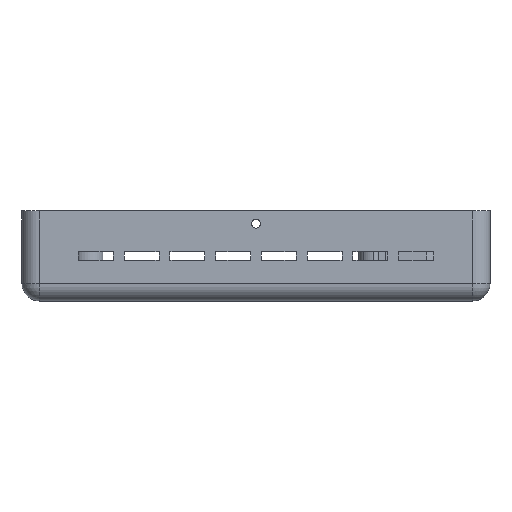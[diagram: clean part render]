
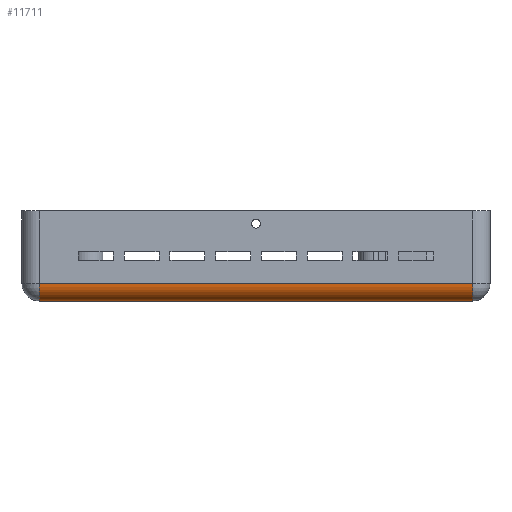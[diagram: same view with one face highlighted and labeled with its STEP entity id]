
A CAD part, left-side view. The second image highlights one B-rep face of the part: STEP entity #11711.
In plain terms, the highlighted cylindrical face has radius 4 mm (diameter 8 mm), a partial arc.
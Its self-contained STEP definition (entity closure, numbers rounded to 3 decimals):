
#1141 = PLANE('',#1142);
#1142 = AXIS2_PLACEMENT_3D('',#1143,#1144,#1145);
#1143 = CARTESIAN_POINT('',(0.,0.,0.));
#1144 = DIRECTION('',(0.,0.,1.));
#1145 = DIRECTION('',(-1.,0.,0.));
#1252 = PLANE('',#1253);
#1253 = AXIS2_PLACEMENT_3D('',#1254,#1255,#1256);
#1254 = CARTESIAN_POINT('',(-125.488,0.,0.));
#1255 = DIRECTION('',(-1.,0.,0.));
#1256 = DIRECTION('',(0.,0.,1.));
#4138 = VERTEX_POINT('',#4139);
#4139 = CARTESIAN_POINT('',(-121.488,-4.,0.));
#4160 = EDGE_CURVE('',#4161,#4138,#4163,.T.);
#4161 = VERTEX_POINT('',#4162);
#4162 = CARTESIAN_POINT('',(-121.488,-103.44,0.));
#4163 = SURFACE_CURVE('',#4164,(#4168,#4175),.PCURVE_S1.);
#4164 = LINE('',#4165,#4166);
#4165 = CARTESIAN_POINT('',(-121.488,-103.44,0.));
#4166 = VECTOR('',#4167,1.);
#4167 = DIRECTION('',(0.,1.,-0.));
#4168 = PCURVE('',#1141,#4169);
#4169 = DEFINITIONAL_REPRESENTATION('',(#4170),#4174);
#4170 = LINE('',#4171,#4172);
#4171 = CARTESIAN_POINT('',(121.488,103.44));
#4172 = VECTOR('',#4173,1.);
#4173 = DIRECTION('',(0.,-1.));
#4174 = ( GEOMETRIC_REPRESENTATION_CONTEXT(2) 
PARAMETRIC_REPRESENTATION_CONTEXT() REPRESENTATION_CONTEXT('2D SPACE',''
  ) );
#4175 = PCURVE('',#4176,#4181);
#4176 = CYLINDRICAL_SURFACE('',#4177,4.);
#4177 = AXIS2_PLACEMENT_3D('',#4178,#4179,#4180);
#4178 = CARTESIAN_POINT('',(-121.488,-103.44,4.));
#4179 = DIRECTION('',(0.,1.,-0.));
#4180 = DIRECTION('',(-1.,0.,0.));
#4181 = DEFINITIONAL_REPRESENTATION('',(#4182),#4186);
#4182 = LINE('',#4183,#4184);
#4183 = CARTESIAN_POINT('',(-1.571,0.));
#4184 = VECTOR('',#4185,1.);
#4185 = DIRECTION('',(-0.,1.));
#4186 = ( GEOMETRIC_REPRESENTATION_CONTEXT(2) 
PARAMETRIC_REPRESENTATION_CONTEXT() REPRESENTATION_CONTEXT('2D SPACE',''
  ) );
#6307 = VERTEX_POINT('',#6308);
#6308 = CARTESIAN_POINT('',(-125.488,-4.,4.));
#6323 = SPHERICAL_SURFACE('',#6324,4.);
#6324 = AXIS2_PLACEMENT_3D('',#6325,#6326,#6327);
#6325 = CARTESIAN_POINT('',(-121.488,-4.,4.));
#6326 = DIRECTION('',(-0.,-0.,-1.));
#6327 = DIRECTION('',(-1.,0.,0.));
#6362 = VERTEX_POINT('',#6363);
#6363 = CARTESIAN_POINT('',(-125.488,-103.44,4.));
#6378 = SPHERICAL_SURFACE('',#6379,4.);
#6379 = AXIS2_PLACEMENT_3D('',#6380,#6381,#6382);
#6380 = CARTESIAN_POINT('',(-121.488,-103.44,4.));
#6381 = DIRECTION('',(-0.,-0.,-1.));
#6382 = DIRECTION('',(0.,-1.,0.));
#6416 = EDGE_CURVE('',#6362,#6307,#6417,.T.);
#6417 = SURFACE_CURVE('',#6418,(#6422,#6429),.PCURVE_S1.);
#6418 = LINE('',#6419,#6420);
#6419 = CARTESIAN_POINT('',(-125.488,-103.44,4.));
#6420 = VECTOR('',#6421,1.);
#6421 = DIRECTION('',(0.,1.,-0.));
#6422 = PCURVE('',#1252,#6423);
#6423 = DEFINITIONAL_REPRESENTATION('',(#6424),#6428);
#6424 = LINE('',#6425,#6426);
#6425 = CARTESIAN_POINT('',(4.,-103.44));
#6426 = VECTOR('',#6427,1.);
#6427 = DIRECTION('',(0.,1.));
#6428 = ( GEOMETRIC_REPRESENTATION_CONTEXT(2) 
PARAMETRIC_REPRESENTATION_CONTEXT() REPRESENTATION_CONTEXT('2D SPACE',''
  ) );
#6429 = PCURVE('',#4176,#6430);
#6430 = DEFINITIONAL_REPRESENTATION('',(#6431),#6435);
#6431 = LINE('',#6432,#6433);
#6432 = CARTESIAN_POINT('',(-0.,0.));
#6433 = VECTOR('',#6434,1.);
#6434 = DIRECTION('',(-0.,1.));
#6435 = ( GEOMETRIC_REPRESENTATION_CONTEXT(2) 
PARAMETRIC_REPRESENTATION_CONTEXT() REPRESENTATION_CONTEXT('2D SPACE',''
  ) );
#11711 = ADVANCED_FACE('',(#11712),#4176,.T.);
#11712 = FACE_BOUND('',#11713,.F.);
#11713 = EDGE_LOOP('',(#11714,#11734,#11735,#11755));
#11714 = ORIENTED_EDGE('',*,*,#11715,.T.);
#11715 = EDGE_CURVE('',#6362,#4161,#11716,.T.);
#11716 = SURFACE_CURVE('',#11717,(#11722,#11728),.PCURVE_S1.);
#11717 = CIRCLE('',#11718,4.);
#11718 = AXIS2_PLACEMENT_3D('',#11719,#11720,#11721);
#11719 = CARTESIAN_POINT('',(-121.488,-103.44,4.));
#11720 = DIRECTION('',(0.,-1.,0.));
#11721 = DIRECTION('',(-1.,0.,0.));
#11722 = PCURVE('',#4176,#11723);
#11723 = DEFINITIONAL_REPRESENTATION('',(#11724),#11727);
#11724 = B_SPLINE_CURVE_WITH_KNOTS('',1,(#11725,#11726),.UNSPECIFIED.,
  .F.,.F.,(2,2),(0.,1.571),.PIECEWISE_BEZIER_KNOTS.);
#11725 = CARTESIAN_POINT('',(0.,0.));
#11726 = CARTESIAN_POINT('',(-1.571,0.));
#11727 = ( GEOMETRIC_REPRESENTATION_CONTEXT(2) 
PARAMETRIC_REPRESENTATION_CONTEXT() REPRESENTATION_CONTEXT('2D SPACE',''
  ) );
#11728 = PCURVE('',#6378,#11729);
#11729 = DEFINITIONAL_REPRESENTATION('',(#11730),#11733);
#11730 = B_SPLINE_CURVE_WITH_KNOTS('',1,(#11731,#11732),.UNSPECIFIED.,
  .F.,.F.,(2,2),(0.,1.571),.PIECEWISE_BEZIER_KNOTS.);
#11731 = CARTESIAN_POINT('',(1.571,0.));
#11732 = CARTESIAN_POINT('',(1.571,1.571));
#11733 = ( GEOMETRIC_REPRESENTATION_CONTEXT(2) 
PARAMETRIC_REPRESENTATION_CONTEXT() REPRESENTATION_CONTEXT('2D SPACE',''
  ) );
#11734 = ORIENTED_EDGE('',*,*,#4160,.T.);
#11735 = ORIENTED_EDGE('',*,*,#11736,.F.);
#11736 = EDGE_CURVE('',#6307,#4138,#11737,.T.);
#11737 = SURFACE_CURVE('',#11738,(#11743,#11749),.PCURVE_S1.);
#11738 = CIRCLE('',#11739,4.);
#11739 = AXIS2_PLACEMENT_3D('',#11740,#11741,#11742);
#11740 = CARTESIAN_POINT('',(-121.488,-4.,4.));
#11741 = DIRECTION('',(0.,-1.,0.));
#11742 = DIRECTION('',(-1.,0.,0.));
#11743 = PCURVE('',#4176,#11744);
#11744 = DEFINITIONAL_REPRESENTATION('',(#11745),#11748);
#11745 = B_SPLINE_CURVE_WITH_KNOTS('',1,(#11746,#11747),.UNSPECIFIED.,
  .F.,.F.,(2,2),(0.,1.571),.PIECEWISE_BEZIER_KNOTS.);
#11746 = CARTESIAN_POINT('',(0.,99.44));
#11747 = CARTESIAN_POINT('',(-1.571,99.44));
#11748 = ( GEOMETRIC_REPRESENTATION_CONTEXT(2) 
PARAMETRIC_REPRESENTATION_CONTEXT() REPRESENTATION_CONTEXT('2D SPACE',''
  ) );
#11749 = PCURVE('',#6323,#11750);
#11750 = DEFINITIONAL_REPRESENTATION('',(#11751),#11754);
#11751 = B_SPLINE_CURVE_WITH_KNOTS('',1,(#11752,#11753),.UNSPECIFIED.,
  .F.,.F.,(2,2),(0.,1.571),.PIECEWISE_BEZIER_KNOTS.);
#11752 = CARTESIAN_POINT('',(0.,0.));
#11753 = CARTESIAN_POINT('',(0.,1.571));
#11754 = ( GEOMETRIC_REPRESENTATION_CONTEXT(2) 
PARAMETRIC_REPRESENTATION_CONTEXT() REPRESENTATION_CONTEXT('2D SPACE',''
  ) );
#11755 = ORIENTED_EDGE('',*,*,#6416,.F.);
